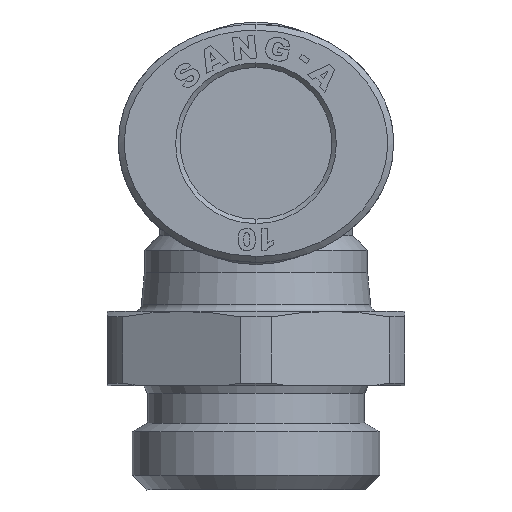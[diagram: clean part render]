
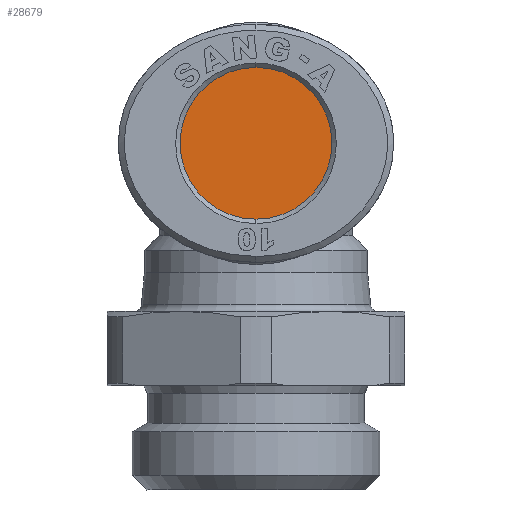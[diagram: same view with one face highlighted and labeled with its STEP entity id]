
A CAD part, left-side view. The second image highlights one B-rep face of the part: STEP entity #28679.
In plain terms, the highlighted planar face has unit normal (-1, 0, 0).
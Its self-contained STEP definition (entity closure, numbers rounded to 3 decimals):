
#1445 = DIRECTION ( 'NONE',  ( 0., 1., 0. ) ) ;
#5992 = CIRCLE ( 'NONE', #25921, 5.1 ) ;
#6262 = VERTEX_POINT ( 'NONE', #27545 ) ;
#7702 = EDGE_CURVE ( 'NONE', #6262, #11485, #5992, .T. ) ;
#8665 = CARTESIAN_POINT ( 'NONE',  ( -14.833, 0., 0. ) ) ;
#9647 = CIRCLE ( 'NONE', #10833, 5.1 ) ;
#10769 = DIRECTION ( 'NONE',  ( -1., 0., 0. ) ) ;
#10833 = AXIS2_PLACEMENT_3D ( 'NONE', #20555, #13491, #13298 ) ;
#11485 = VERTEX_POINT ( 'NONE', #25504 ) ;
#13298 = DIRECTION ( 'NONE',  ( 0., 1., 0. ) ) ;
#13491 = DIRECTION ( 'NONE',  ( -1., 0., 0. ) ) ;
#14735 = ORIENTED_EDGE ( 'NONE', *, *, #24076, .T. ) ;
#14901 = ORIENTED_EDGE ( 'NONE', *, *, #7702, .T. ) ;
#16836 = DIRECTION ( 'NONE',  ( 1., 0., 0. ) ) ;
#17244 = DIRECTION ( 'NONE',  ( 0., 0., -1. ) ) ;
#20555 = CARTESIAN_POINT ( 'NONE',  ( -14.833, 0., 0. ) ) ;
#21819 = CARTESIAN_POINT ( 'NONE',  ( -14.833, 0., 0. ) ) ;
#22708 = FACE_OUTER_BOUND ( 'NONE', #28135, .T. ) ;
#24076 = EDGE_CURVE ( 'NONE', #11485, #6262, #9647, .T. ) ;
#25504 = CARTESIAN_POINT ( 'NONE',  ( -14.833, 5.1, 0. ) ) ;
#25921 = AXIS2_PLACEMENT_3D ( 'NONE', #8665, #10769, #1445 ) ;
#26059 = PLANE ( 'NONE',  #26790 ) ;
#26790 = AXIS2_PLACEMENT_3D ( 'NONE', #21819, #16836, #17244 ) ;
#27545 = CARTESIAN_POINT ( 'NONE',  ( -14.833, -5.1, 0. ) ) ;
#28135 = EDGE_LOOP ( 'NONE', ( #14735, #14901 ) ) ;
#28679 = ADVANCED_FACE ( 'NONE', ( #22708 ), #26059, .F. ) ;
